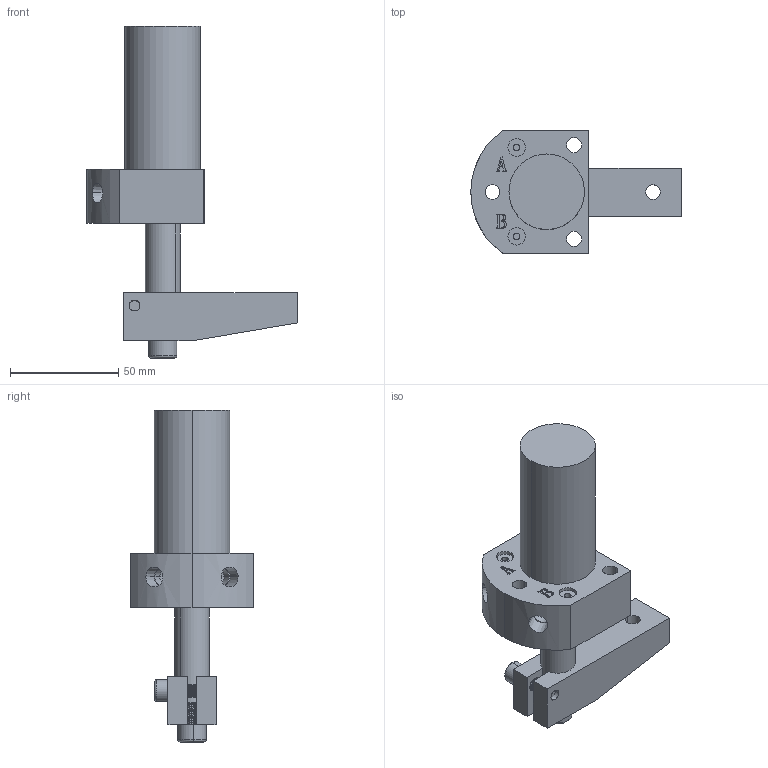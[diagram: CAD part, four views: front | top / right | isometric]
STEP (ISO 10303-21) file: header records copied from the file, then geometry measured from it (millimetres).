
FILE_DESCRIPTION (( 'STEP AP203' ), '1' );
FILE_NAME ('050-52.STEP', '2019-10-15T11:55:15', ( '微软用户' ), ( '微软中国' ), 'SwSTEP 2.0', 'SolidWorks 2012', '' );
FILE_SCHEMA (( 'CONFIG_CONTROL_DESIGN' ));
Length unit declared in the file: millimetre
Products named in the file (6): 050-52; hexagon socket head cap screws gb(GB_FASTENER_SCREWS_HSHCS M8X16-S); hexagon socket head cap screws gb(GB_FASTENER_SCREWS_HSHCS M6X20-S); 030-52揤旋; 030-52活塞杆; 050-52掛极
Assembly tree (5 placements, depth 2):
  050-52
    050-52掛极
    030-52活塞杆
    030-52揤旋
    hexagon socket head cap screws gb(GB_FASTENER_SCREWS_HSHCS M6X20-S)
    hexagon socket head cap screws gb(GB_FASTENER_SCREWS_HSHCS M8X16-S)
Bounding box: 97 x 57 x 153.1 mm (x, y, z)
Volume: 159443.9 mm3; surface area: 44531.9 mm2
Topology: 5 solids, 5 shells, 498 faces, 1074 edges, 603 vertices
Faces by surface type: cone 222, cylinder 156, plane 100, bspline 16, torus 4
Entity records: 14676 total; most frequent: CARTESIAN_POINT 3151, DIRECTION 2458, ORIENTED_EDGE 2128, EDGE_CURVE 1064, AXIS2_PLACEMENT_3D 942, VERTEX_POINT 603, LINE 574, VECTOR 574
